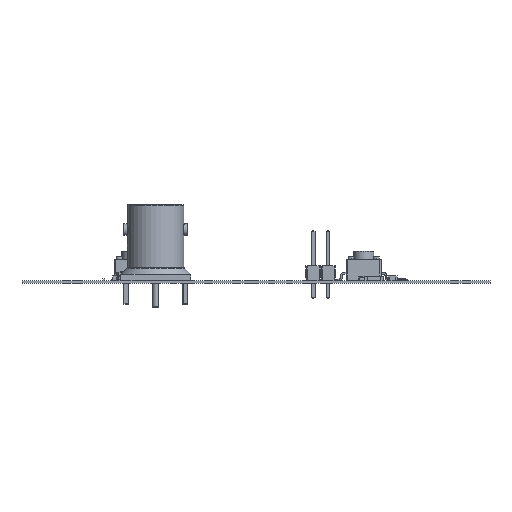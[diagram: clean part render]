
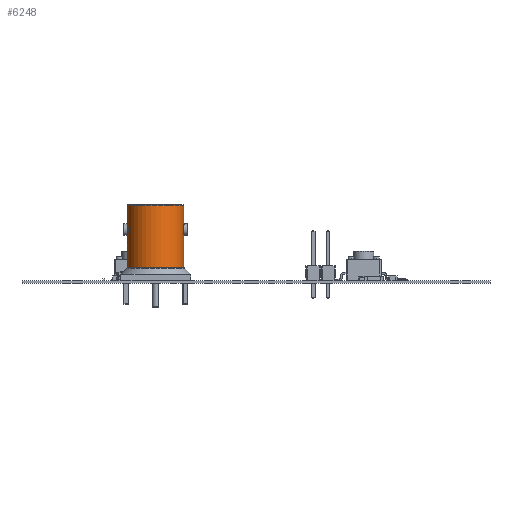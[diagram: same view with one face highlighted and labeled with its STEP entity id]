
A CAD part, front view. The second image highlights one B-rep face of the part: STEP entity #6248.
In plain terms, the highlighted cylindrical face has radius 4.825 mm (diameter 9.65 mm), a full revolution.
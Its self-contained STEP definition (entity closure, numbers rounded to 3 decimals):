
#6217 = EDGE_CURVE('',#6218,#6220,#6222,.T.);
#6218 = VERTEX_POINT('',#6219);
#6219 = CARTESIAN_POINT('',(4.825,0.,-0.05));
#6220 = VERTEX_POINT('',#6221);
#6221 = CARTESIAN_POINT('',(-4.825,0.,-0.05));
#6222 = CIRCLE('',#6223,4.825);
#6223 = AXIS2_PLACEMENT_3D('',#6224,#6225,#6226);
#6224 = CARTESIAN_POINT('',(0.,0.,-0.05));
#6225 = DIRECTION('',(0.,0.,1.));
#6226 = DIRECTION('',(-1.,0.,0.));
#6228 = EDGE_CURVE('',#6220,#6218,#6229,.T.);
#6229 = CIRCLE('',#6230,4.825);
#6230 = AXIS2_PLACEMENT_3D('',#6231,#6232,#6233);
#6231 = CARTESIAN_POINT('',(0.,0.,-0.05));
#6232 = DIRECTION('',(0.,0.,1.));
#6233 = DIRECTION('',(-1.,0.,0.));
#6248 = ADVANCED_FACE('',(#6249,#6278,#6302),#6326,.T.);
#6249 = FACE_BOUND('',#6250,.T.);
#6250 = EDGE_LOOP('',(#6251,#6252,#6253,#6261,#6270,#6277));
#6251 = ORIENTED_EDGE('',*,*,#6217,.F.);
#6252 = ORIENTED_EDGE('',*,*,#6228,.F.);
#6253 = ORIENTED_EDGE('',*,*,#6254,.T.);
#6254 = EDGE_CURVE('',#6220,#6255,#6257,.T.);
#6255 = VERTEX_POINT('',#6256);
#6256 = CARTESIAN_POINT('',(-4.825,0.,-10.75));
#6257 = LINE('',#6258,#6259);
#6258 = CARTESIAN_POINT('',(-4.825,0.,0.));
#6259 = VECTOR('',#6260,1.);
#6260 = DIRECTION('',(0.,0.,-1.));
#6261 = ORIENTED_EDGE('',*,*,#6262,.F.);
#6262 = EDGE_CURVE('',#6263,#6255,#6265,.T.);
#6263 = VERTEX_POINT('',#6264);
#6264 = CARTESIAN_POINT('',(4.825,0.,-10.75));
#6265 = CIRCLE('',#6266,4.825);
#6266 = AXIS2_PLACEMENT_3D('',#6267,#6268,#6269);
#6267 = CARTESIAN_POINT('',(0.,0.,-10.75));
#6268 = DIRECTION('',(0.,0.,-1.));
#6269 = DIRECTION('',(-1.,0.,0.));
#6270 = ORIENTED_EDGE('',*,*,#6271,.F.);
#6271 = EDGE_CURVE('',#6255,#6263,#6272,.T.);
#6272 = CIRCLE('',#6273,4.825);
#6273 = AXIS2_PLACEMENT_3D('',#6274,#6275,#6276);
#6274 = CARTESIAN_POINT('',(0.,0.,-10.75));
#6275 = DIRECTION('',(0.,0.,-1.));
#6276 = DIRECTION('',(-1.,0.,0.));
#6277 = ORIENTED_EDGE('',*,*,#6254,.F.);
#6278 = FACE_BOUND('',#6279,.T.);
#6279 = EDGE_LOOP('',(#6280));
#6280 = ORIENTED_EDGE('',*,*,#6281,.F.);
#6281 = EDGE_CURVE('',#6282,#6282,#6284,.T.);
#6282 = VERTEX_POINT('',#6283);
#6283 = CARTESIAN_POINT('',(1.029,4.714,-4.24));
#6284 = B_SPLINE_CURVE_WITH_KNOTS('',3,(#6285,#6286,#6287,#6288,#6289,
    #6290,#6291,#6292,#6293,#6294,#6295,#6296,#6297,#6298,#6299,#6300,
    #6301),.UNSPECIFIED.,.T.,.F.,(1,3,1,1,1,1,1,1,1,1,1,1,1,1,1,3,1),(
    0.257,0.299,0.342,0.385,
    0.428,0.47,0.513,0.556,
    0.609,0.641,0.705,0.727,
    0.77,0.812,0.855,0.898,
    0.941),.UNSPECIFIED.);
#6285 = CARTESIAN_POINT('',(1.029,4.714,-4.24));
#6286 = CARTESIAN_POINT('',(1.029,4.714,-4.396
    ));
#6287 = CARTESIAN_POINT('',(0.958,4.73,
    -4.708));
#6288 = CARTESIAN_POINT('',(0.664,4.784,
    -5.08));
#6289 = CARTESIAN_POINT('',(0.238,4.827,
    -5.288));
#6290 = CARTESIAN_POINT('',(-0.238,4.827,
    -5.289));
#6291 = CARTESIAN_POINT('',(-0.664,4.784,
    -5.08));
#6292 = CARTESIAN_POINT('',(-0.984,4.725,
    -4.677));
#6293 = CARTESIAN_POINT('',(-1.065,4.706,
    -4.197));
#6294 = CARTESIAN_POINT('',(-0.912,4.74,
    -3.665));
#6295 = CARTESIAN_POINT('',(-0.598,4.795,
    -3.347));
#6296 = CARTESIAN_POINT('',(-0.158,4.827,
    -3.192));
#6297 = CARTESIAN_POINT('',(0.238,4.827,
    -3.192));
#6298 = CARTESIAN_POINT('',(0.664,4.784,
    -3.4));
#6299 = CARTESIAN_POINT('',(0.958,4.73,
    -3.772));
#6300 = CARTESIAN_POINT('',(1.029,4.714,-4.084
    ));
#6301 = CARTESIAN_POINT('',(1.029,4.714,-4.24));
#6302 = FACE_BOUND('',#6303,.T.);
#6303 = EDGE_LOOP('',(#6304));
#6304 = ORIENTED_EDGE('',*,*,#6305,.F.);
#6305 = EDGE_CURVE('',#6306,#6306,#6308,.T.);
#6306 = VERTEX_POINT('',#6307);
#6307 = CARTESIAN_POINT('',(-1.029,-4.714,-4.24));
#6308 = B_SPLINE_CURVE_WITH_KNOTS('',3,(#6309,#6310,#6311,#6312,#6313,
    #6314,#6315,#6316,#6317,#6318,#6319,#6320,#6321,#6322,#6323,#6324,
    #6325),.UNSPECIFIED.,.T.,.F.,(1,3,1,1,1,1,1,1,1,1,1,1,1,1,1,3,1),(
    -0.043,0.,0.043,0.086,
    0.128,0.171,0.214,0.257,
    0.31,0.342,0.406,0.428,
    0.47,0.513,0.556,0.599,
    0.641),.UNSPECIFIED.);
#6309 = CARTESIAN_POINT('',(-1.029,-4.714,-4.24));
#6310 = CARTESIAN_POINT('',(-1.029,-4.714,
    -4.396));
#6311 = CARTESIAN_POINT('',(-0.958,-4.73,
    -4.708));
#6312 = CARTESIAN_POINT('',(-0.664,-4.784,
    -5.08));
#6313 = CARTESIAN_POINT('',(-0.238,-4.827,
    -5.288));
#6314 = CARTESIAN_POINT('',(0.238,-4.827,
    -5.289));
#6315 = CARTESIAN_POINT('',(0.664,-4.784,
    -5.08));
#6316 = CARTESIAN_POINT('',(0.984,-4.725,
    -4.677));
#6317 = CARTESIAN_POINT('',(1.065,-4.706,
    -4.197));
#6318 = CARTESIAN_POINT('',(0.912,-4.74,
    -3.665));
#6319 = CARTESIAN_POINT('',(0.598,-4.795,
    -3.347));
#6320 = CARTESIAN_POINT('',(0.158,-4.827,
    -3.192));
#6321 = CARTESIAN_POINT('',(-0.238,-4.827,
    -3.192));
#6322 = CARTESIAN_POINT('',(-0.664,-4.784,
    -3.4));
#6323 = CARTESIAN_POINT('',(-0.958,-4.73,
    -3.772));
#6324 = CARTESIAN_POINT('',(-1.029,-4.714,
    -4.084));
#6325 = CARTESIAN_POINT('',(-1.029,-4.714,-4.24));
#6326 = CYLINDRICAL_SURFACE('',#6327,4.825);
#6327 = AXIS2_PLACEMENT_3D('',#6328,#6329,#6330);
#6328 = CARTESIAN_POINT('',(0.,0.,0.));
#6329 = DIRECTION('',(0.,0.,1.));
#6330 = DIRECTION('',(1.,0.,-0.));
